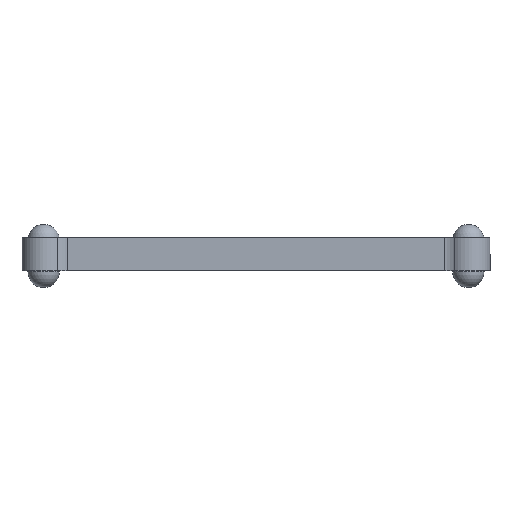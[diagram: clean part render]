
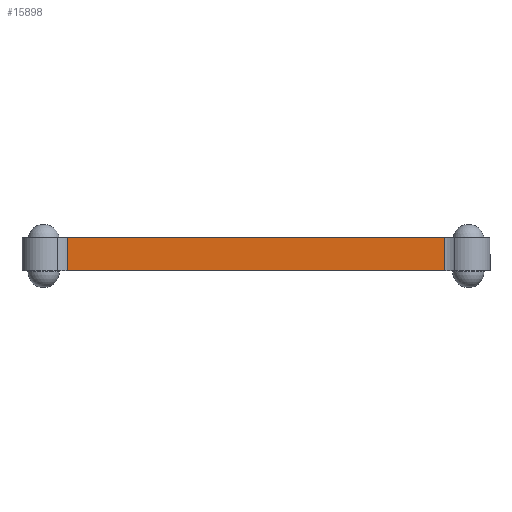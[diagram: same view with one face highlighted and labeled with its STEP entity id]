
A CAD part, left-side view. The second image highlights one B-rep face of the part: STEP entity #15898.
In plain terms, the highlighted planar face has unit normal (-1, 0, 0).
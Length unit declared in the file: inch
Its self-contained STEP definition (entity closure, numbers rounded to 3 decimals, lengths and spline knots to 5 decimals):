
#662 = DIRECTION ( 'NONE',  ( 0., -1., 0. ) ) ;
#1213 = VECTOR ( 'NONE', #7715, 39.37008 ) ;
#1547 = CARTESIAN_POINT ( 'NONE',  ( -3.3875, -3.3875, 0.0362 ) ) ;
#1665 = CARTESIAN_POINT ( 'NONE',  ( -3.3875, -2.82955, 0.0362 ) ) ;
#2907 = LINE ( 'NONE', #7368, #19451 ) ;
#3063 = CARTESIAN_POINT ( 'NONE',  ( -3.3875, 2.82955, -0.4638 ) ) ;
#3635 = FACE_OUTER_BOUND ( 'NONE', #13911, .T. ) ;
#3845 = ORIENTED_EDGE ( 'NONE', *, *, #9901, .F. ) ;
#4517 = VERTEX_POINT ( 'NONE', #9745 ) ;
#4661 = VERTEX_POINT ( 'NONE', #4734 ) ;
#4734 = CARTESIAN_POINT ( 'NONE',  ( -3.3875, -2.82955, -0.4638 ) ) ;
#5374 = CARTESIAN_POINT ( 'NONE',  ( -3.3875, -3.3875, -0.4638 ) ) ;
#5508 = ORIENTED_EDGE ( 'NONE', *, *, #9636, .T. ) ;
#6069 = VECTOR ( 'NONE', #18436, 39.37008 ) ;
#6223 = AXIS2_PLACEMENT_3D ( 'NONE', #5374, #18908, #662 ) ;
#6369 = VECTOR ( 'NONE', #10601, 39.37008 ) ;
#6709 = CARTESIAN_POINT ( 'NONE',  ( -3.3875, -2.82955, 0.0362 ) ) ;
#6941 = ORIENTED_EDGE ( 'NONE', *, *, #19511, .T. ) ;
#7368 = CARTESIAN_POINT ( 'NONE',  ( -3.3875, -3.3875, -0.4638 ) ) ;
#7632 = EDGE_CURVE ( 'NONE', #4517, #4661, #2907, .T. ) ;
#7715 = DIRECTION ( 'NONE',  ( 0., -1., 0. ) ) ;
#8898 = LINE ( 'NONE', #1547, #1213 ) ;
#9636 = EDGE_CURVE ( 'NONE', #13116, #4517, #15439, .T. ) ;
#9745 = CARTESIAN_POINT ( 'NONE',  ( -3.3875, 2.82955, -0.4638 ) ) ;
#9901 = EDGE_CURVE ( 'NONE', #13116, #14288, #8898, .T. ) ;
#10601 = DIRECTION ( 'NONE',  ( 0., 0., -1. ) ) ;
#13116 = VERTEX_POINT ( 'NONE', #19519 ) ;
#13911 = EDGE_LOOP ( 'NONE', ( #15571, #6941, #3845, #5508 ) ) ;
#14288 = VERTEX_POINT ( 'NONE', #6709 ) ;
#15439 = LINE ( 'NONE', #3063, #6369 ) ;
#15571 = ORIENTED_EDGE ( 'NONE', *, *, #7632, .T. ) ;
#15898 = ADVANCED_FACE ( 'NONE', ( #3635 ), #19101, .T. ) ;
#17139 = LINE ( 'NONE', #1665, #6069 ) ;
#17972 = DIRECTION ( 'NONE',  ( 0., -1., 0. ) ) ;
#18436 = DIRECTION ( 'NONE',  ( 0., 0., 1. ) ) ;
#18908 = DIRECTION ( 'NONE',  ( -1., 0., 0. ) ) ;
#19101 = PLANE ( 'NONE',  #6223 ) ;
#19451 = VECTOR ( 'NONE', #17972, 39.37008 ) ;
#19511 = EDGE_CURVE ( 'NONE', #4661, #14288, #17139, .T. ) ;
#19519 = CARTESIAN_POINT ( 'NONE',  ( -3.3875, 2.82955, 0.0362 ) ) ;
